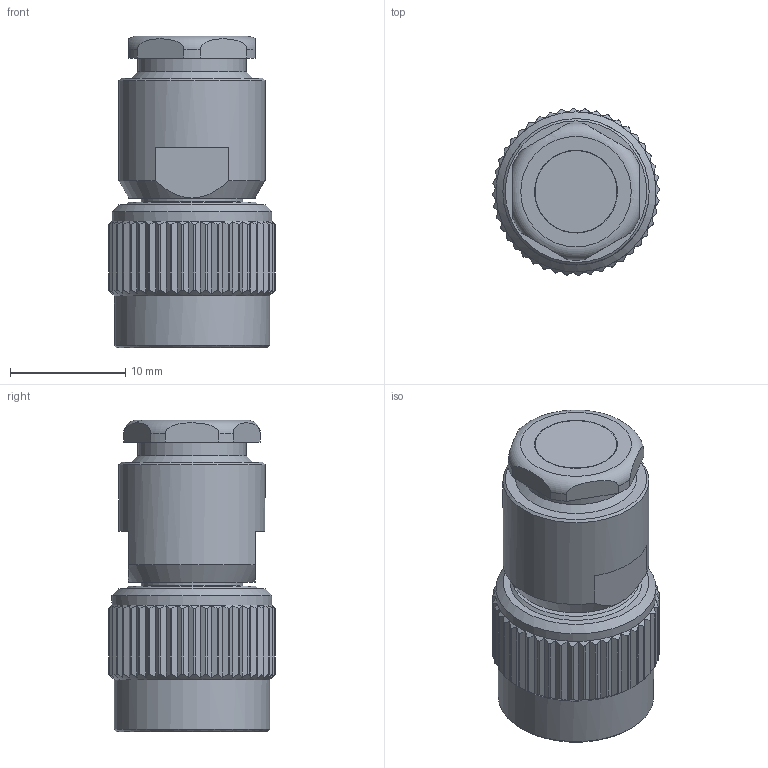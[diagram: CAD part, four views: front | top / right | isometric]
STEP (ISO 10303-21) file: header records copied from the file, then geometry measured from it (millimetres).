
FILE_DESCRIPTION (( 'STEP AP203' ), '1' );
FILE_NAME ('R143.008.000B.STEP', '2012-04-02T01:56:46', ( 'Radiall' ), ( 'Radiall' ), 'SwSTEP 2.0', 'SolidWorks 2011', '' );
FILE_SCHEMA (( 'CONFIG_CONTROL_DESIGN' ));
Length unit declared in the file: millimetre
Products named in the file (1): R143.008.000B
Bounding box: 14.5 x 14.5 x 27.05 mm (x, y, z)
Volume: 3107.9 mm3; surface area: 2276.2 mm2
Topology: 1 solids, 1 shells, 265 faces, 751 edges, 499 vertices
Faces by surface type: plane 179, cylinder 64, cone 12, bspline 9, torus 1
Full cylindrical faces by diameter (mm): 1.35 x1, 4.9 x1, 6.9 x1, 7 x1, 7.121 x1, 7.8 x1, 8.8 x1, 9.4 x1, 10.13 x1, 10.162 x1, 11.5 x1, 12.7 x1, 13.5 x1, 13.9 x1
Entity records: 8900 total; most frequent: CARTESIAN_POINT 2400, ORIENTED_EDGE 1420, DIRECTION 1224, EDGE_CURVE 710, VERTEX_POINT 484, AXIS2_PLACEMENT_3D 466, EDGE_LOOP 302, LINE 292
